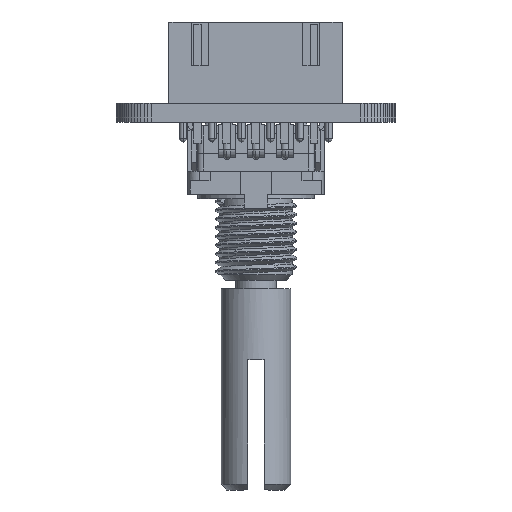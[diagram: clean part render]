
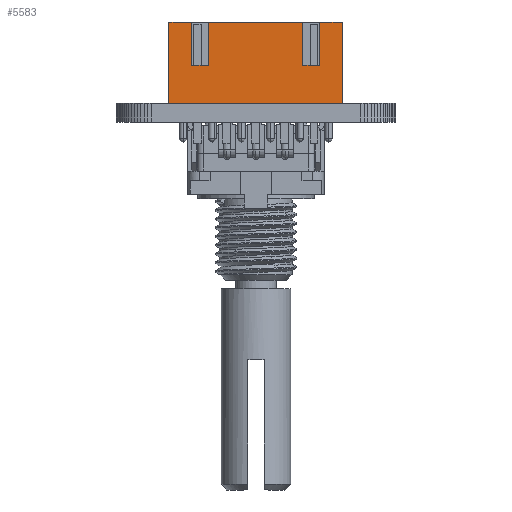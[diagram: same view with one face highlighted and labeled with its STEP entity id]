
A CAD part, front view. The second image highlights one B-rep face of the part: STEP entity #5583.
In plain terms, the highlighted face is planar.
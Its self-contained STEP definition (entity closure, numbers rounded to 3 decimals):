
#4982 = VERTEX_POINT('',#4983);
#4983 = CARTESIAN_POINT('',(-7.45,0.,2.875));
#5000 = VERTEX_POINT('',#5001);
#5001 = CARTESIAN_POINT('',(7.45,0.,2.875));
#5007 = EDGE_CURVE('',#5000,#4982,#5008,.T.);
#5008 = LINE('',#5009,#5010);
#5009 = CARTESIAN_POINT('',(7.45,0.,2.875));
#5010 = VECTOR('',#5011,1.);
#5011 = DIRECTION('',(-1.,0.,0.));
#5471 = EDGE_CURVE('',#5472,#5000,#5474,.T.);
#5472 = VERTEX_POINT('',#5473);
#5473 = CARTESIAN_POINT('',(7.45,7.,2.875));
#5474 = LINE('',#5475,#5476);
#5475 = CARTESIAN_POINT('',(7.45,0.,2.875));
#5476 = VECTOR('',#5477,1.);
#5477 = DIRECTION('',(0.,-1.,0.));
#5583 = ADVANCED_FACE('',(#5584),#5666,.F.);
#5584 = FACE_BOUND('',#5585,.T.);
#5585 = EDGE_LOOP('',(#5586,#5594,#5602,#5610,#5618,#5626,#5634,#5642,
    #5650,#5658,#5664,#5665));
#5586 = ORIENTED_EDGE('',*,*,#5587,.T.);
#5587 = EDGE_CURVE('',#5472,#5588,#5590,.T.);
#5588 = VERTEX_POINT('',#5589);
#5589 = CARTESIAN_POINT('',(5.5,7.,2.875));
#5590 = LINE('',#5591,#5592);
#5591 = CARTESIAN_POINT('',(7.45,7.,2.875));
#5592 = VECTOR('',#5593,1.);
#5593 = DIRECTION('',(-1.,0.,0.));
#5594 = ORIENTED_EDGE('',*,*,#5595,.F.);
#5595 = EDGE_CURVE('',#5596,#5588,#5598,.T.);
#5596 = VERTEX_POINT('',#5597);
#5597 = CARTESIAN_POINT('',(5.5,3.3,2.875));
#5598 = LINE('',#5599,#5600);
#5599 = CARTESIAN_POINT('',(5.5,7.,2.875));
#5600 = VECTOR('',#5601,1.);
#5601 = DIRECTION('',(0.,1.,0.));
#5602 = ORIENTED_EDGE('',*,*,#5603,.F.);
#5603 = EDGE_CURVE('',#5604,#5596,#5606,.T.);
#5604 = VERTEX_POINT('',#5605);
#5605 = CARTESIAN_POINT('',(4.05,3.3,2.875));
#5606 = LINE('',#5607,#5608);
#5607 = CARTESIAN_POINT('',(5.5,3.3,2.875));
#5608 = VECTOR('',#5609,1.);
#5609 = DIRECTION('',(1.,0.,0.));
#5610 = ORIENTED_EDGE('',*,*,#5611,.F.);
#5611 = EDGE_CURVE('',#5612,#5604,#5614,.T.);
#5612 = VERTEX_POINT('',#5613);
#5613 = CARTESIAN_POINT('',(4.05,7.,2.875));
#5614 = LINE('',#5615,#5616);
#5615 = CARTESIAN_POINT('',(4.05,7.,2.875));
#5616 = VECTOR('',#5617,1.);
#5617 = DIRECTION('',(0.,-1.,0.));
#5618 = ORIENTED_EDGE('',*,*,#5619,.T.);
#5619 = EDGE_CURVE('',#5612,#5620,#5622,.T.);
#5620 = VERTEX_POINT('',#5621);
#5621 = CARTESIAN_POINT('',(-4.05,7.,2.875));
#5622 = LINE('',#5623,#5624);
#5623 = CARTESIAN_POINT('',(7.45,7.,2.875));
#5624 = VECTOR('',#5625,1.);
#5625 = DIRECTION('',(-1.,0.,0.));
#5626 = ORIENTED_EDGE('',*,*,#5627,.F.);
#5627 = EDGE_CURVE('',#5628,#5620,#5630,.T.);
#5628 = VERTEX_POINT('',#5629);
#5629 = CARTESIAN_POINT('',(-4.05,3.3,2.875));
#5630 = LINE('',#5631,#5632);
#5631 = CARTESIAN_POINT('',(-4.05,7.,2.875));
#5632 = VECTOR('',#5633,1.);
#5633 = DIRECTION('',(0.,1.,0.));
#5634 = ORIENTED_EDGE('',*,*,#5635,.F.);
#5635 = EDGE_CURVE('',#5636,#5628,#5638,.T.);
#5636 = VERTEX_POINT('',#5637);
#5637 = CARTESIAN_POINT('',(-5.5,3.3,2.875));
#5638 = LINE('',#5639,#5640);
#5639 = CARTESIAN_POINT('',(-5.5,3.3,2.875));
#5640 = VECTOR('',#5641,1.);
#5641 = DIRECTION('',(1.,0.,0.));
#5642 = ORIENTED_EDGE('',*,*,#5643,.F.);
#5643 = EDGE_CURVE('',#5644,#5636,#5646,.T.);
#5644 = VERTEX_POINT('',#5645);
#5645 = CARTESIAN_POINT('',(-5.5,7.,2.875));
#5646 = LINE('',#5647,#5648);
#5647 = CARTESIAN_POINT('',(-5.5,7.,2.875));
#5648 = VECTOR('',#5649,1.);
#5649 = DIRECTION('',(0.,-1.,0.));
#5650 = ORIENTED_EDGE('',*,*,#5651,.T.);
#5651 = EDGE_CURVE('',#5644,#5652,#5654,.T.);
#5652 = VERTEX_POINT('',#5653);
#5653 = CARTESIAN_POINT('',(-7.45,7.,2.875));
#5654 = LINE('',#5655,#5656);
#5655 = CARTESIAN_POINT('',(7.45,7.,2.875));
#5656 = VECTOR('',#5657,1.);
#5657 = DIRECTION('',(-1.,0.,0.));
#5658 = ORIENTED_EDGE('',*,*,#5659,.T.);
#5659 = EDGE_CURVE('',#5652,#4982,#5660,.T.);
#5660 = LINE('',#5661,#5662);
#5661 = CARTESIAN_POINT('',(-7.45,0.,2.875));
#5662 = VECTOR('',#5663,1.);
#5663 = DIRECTION('',(0.,-1.,0.));
#5664 = ORIENTED_EDGE('',*,*,#5007,.F.);
#5665 = ORIENTED_EDGE('',*,*,#5471,.F.);
#5666 = PLANE('',#5667);
#5667 = AXIS2_PLACEMENT_3D('',#5668,#5669,#5670);
#5668 = CARTESIAN_POINT('',(7.45,0.,2.875));
#5669 = DIRECTION('',(0.,0.,-1.));
#5670 = DIRECTION('',(-1.,0.,0.));
